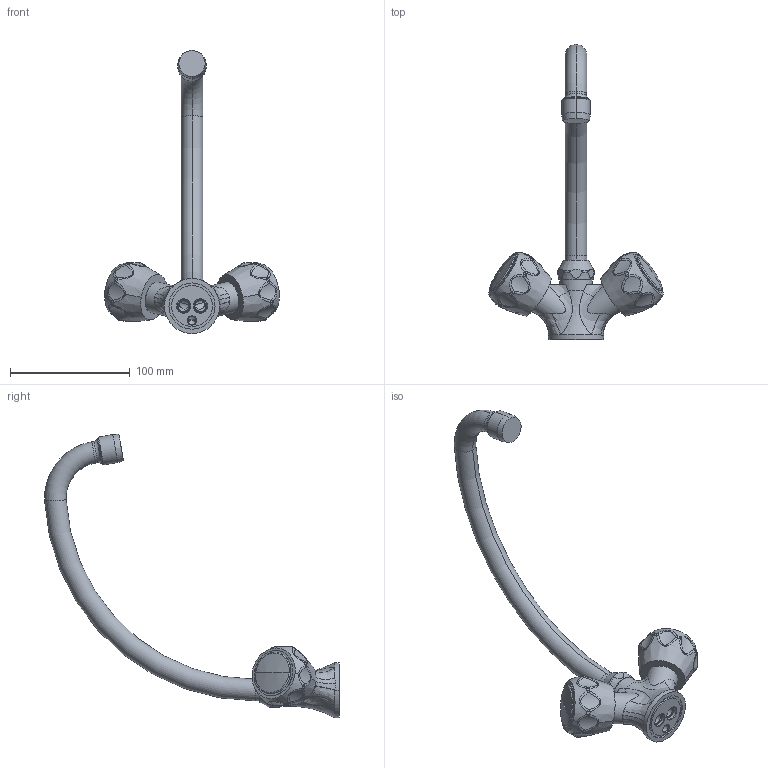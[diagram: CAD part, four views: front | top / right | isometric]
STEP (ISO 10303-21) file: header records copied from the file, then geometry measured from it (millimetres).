
FILE_DESCRIPTION((''),'2;1');
FILE_NAME('DA181CR','2021-11-09T13:01:12',('ut3'),('PAFFONI SpA'),'CREO PARAMETRIC BY PTC INC, 2020044','CREO PARAMETRIC BY PTC INC, 2020044','');
FILE_SCHEMA(('CONFIG_CONTROL_DESIGN','SHAPE_APPEARANCE_LAYERS_GROUPS'));
Length unit declared in the file: millimetre
Products named in the file (1): DA181CR
Bounding box: 145.82 x 245.83 x 236.29 mm (x, y, z)
Volume: 262635.7 mm3; surface area: 59065 mm2
Topology: 1 solids, 1 shells, 363 faces, 829 edges, 480 vertices
Faces by surface type: cylinder 98, bspline 97, torus 80, cone 46, plane 38, sphere 4
Entity records: 22326 total; most frequent: CARTESIAN_POINT 12191, ORIENTED_EDGE 1634, DIRECTION 1540, EDGE_CURVE 817, AXIS2_PLACEMENT_3D 709, VERTEX_POINT 480, CIRCLE 443, EDGE_LOOP 389
